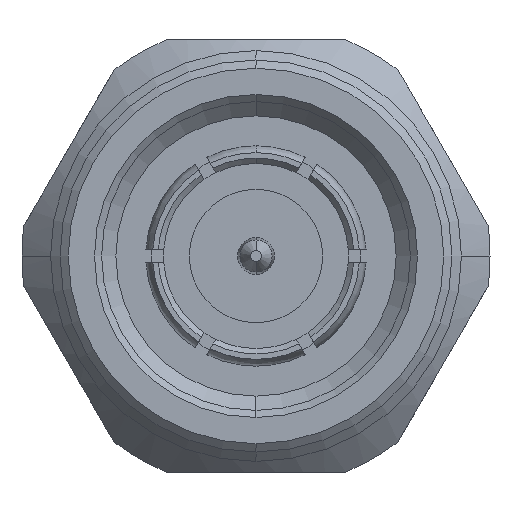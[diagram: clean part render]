
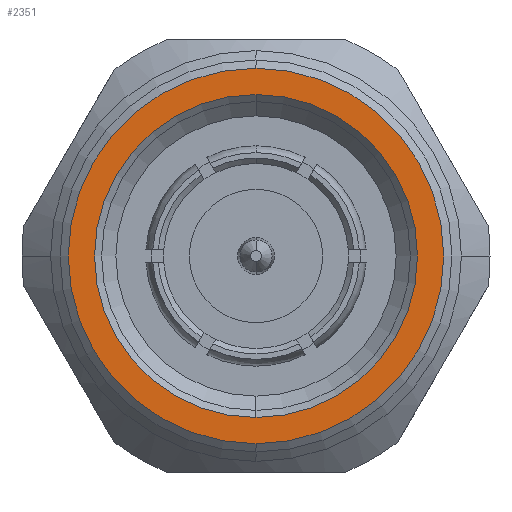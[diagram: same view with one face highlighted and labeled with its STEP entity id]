
A CAD part, left-side view. The second image highlights one B-rep face of the part: STEP entity #2351.
In plain terms, the highlighted planar face has unit normal (-1, 0, 0).
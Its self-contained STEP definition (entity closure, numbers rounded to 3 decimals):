
#295 = CIRCLE ( 'NONE', #2563, 6.9 ) ;
#413 = FACE_OUTER_BOUND ( 'NONE', #7298, .T. ) ;
#492 = FACE_BOUND ( 'NONE', #4509, .T. ) ;
#631 = ORIENTED_EDGE ( 'NONE', *, *, #6382, .T. ) ;
#1194 = AXIS2_PLACEMENT_3D ( 'NONE', #6449, #2596, #1340 ) ;
#1235 = DIRECTION ( 'NONE',  ( 1., 0., 0. ) ) ;
#1340 = DIRECTION ( 'NONE',  ( 0., 0., -1. ) ) ;
#1738 = CARTESIAN_POINT ( 'NONE',  ( 0., 0., -6.9 ) ) ;
#2155 = AXIS2_PLACEMENT_3D ( 'NONE', #5738, #3859, #3918 ) ;
#2157 = EDGE_CURVE ( 'NONE', #2586, #5841, #5916, .T. ) ;
#2236 = CIRCLE ( 'NONE', #2155, 5.935 ) ;
#2351 = ADVANCED_FACE ( 'NONE', ( #413, #492 ), #2727, .F. ) ;
#2563 = AXIS2_PLACEMENT_3D ( 'NONE', #4689, #1235, #5228 ) ;
#2586 = VERTEX_POINT ( 'NONE', #3326 ) ;
#2596 = DIRECTION ( 'NONE',  ( 1., 0., 0. ) ) ;
#2727 = PLANE ( 'NONE',  #1194 ) ;
#2959 = AXIS2_PLACEMENT_3D ( 'NONE', #6640, #4392, #3234 ) ;
#3234 = DIRECTION ( 'NONE',  ( 0., 0., -1. ) ) ;
#3326 = CARTESIAN_POINT ( 'NONE',  ( 0., 0., -5.935 ) ) ;
#3776 = ORIENTED_EDGE ( 'NONE', *, *, #4145, .F. ) ;
#3859 = DIRECTION ( 'NONE',  ( 1., 0., 0. ) ) ;
#3918 = DIRECTION ( 'NONE',  ( 0., 0., 1. ) ) ;
#4145 = EDGE_CURVE ( 'NONE', #6997, #5036, #295, .T. ) ;
#4327 = ORIENTED_EDGE ( 'NONE', *, *, #5370, .F. ) ;
#4392 = DIRECTION ( 'NONE',  ( 1., 0., 0. ) ) ;
#4509 = EDGE_LOOP ( 'NONE', ( #631, #7115 ) ) ;
#4689 = CARTESIAN_POINT ( 'NONE',  ( 0., 0., 0. ) ) ;
#5036 = VERTEX_POINT ( 'NONE', #1738 ) ;
#5155 = CARTESIAN_POINT ( 'NONE',  ( 0., 0., 6.9 ) ) ;
#5228 = DIRECTION ( 'NONE',  ( 0., 0., -1. ) ) ;
#5370 = EDGE_CURVE ( 'NONE', #5036, #6997, #5994, .T. ) ;
#5738 = CARTESIAN_POINT ( 'NONE',  ( 0., 0., 0. ) ) ;
#5841 = VERTEX_POINT ( 'NONE', #6496 ) ;
#5916 = CIRCLE ( 'NONE', #6827, 5.935 ) ;
#5994 = CIRCLE ( 'NONE', #2959, 6.9 ) ;
#6382 = EDGE_CURVE ( 'NONE', #5841, #2586, #2236, .T. ) ;
#6449 = CARTESIAN_POINT ( 'NONE',  ( 0., 6.9, 0. ) ) ;
#6496 = CARTESIAN_POINT ( 'NONE',  ( 0., 0., 5.935 ) ) ;
#6508 = DIRECTION ( 'NONE',  ( 1., 0., 0. ) ) ;
#6640 = CARTESIAN_POINT ( 'NONE',  ( 0., 0., 0. ) ) ;
#6827 = AXIS2_PLACEMENT_3D ( 'NONE', #7039, #6508, #6888 ) ;
#6888 = DIRECTION ( 'NONE',  ( 0., 0., 1. ) ) ;
#6997 = VERTEX_POINT ( 'NONE', #5155 ) ;
#7039 = CARTESIAN_POINT ( 'NONE',  ( 0., 0., 0. ) ) ;
#7115 = ORIENTED_EDGE ( 'NONE', *, *, #2157, .T. ) ;
#7298 = EDGE_LOOP ( 'NONE', ( #4327, #3776 ) ) ;
